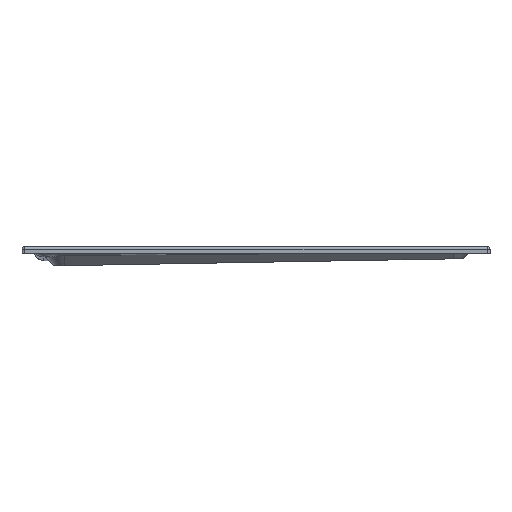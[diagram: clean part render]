
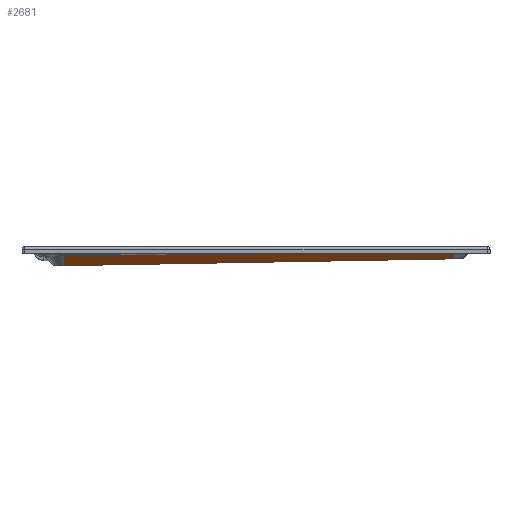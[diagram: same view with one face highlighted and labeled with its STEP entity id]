
A CAD part, front view. The second image highlights one B-rep face of the part: STEP entity #2681.
In plain terms, the highlighted face is planar.
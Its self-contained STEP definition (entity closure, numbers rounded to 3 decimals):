
#2105=CARTESIAN_POINT('',(-670.673,53.614,9.727));
#2106=VERTEX_POINT('',#2105);
#2132=CARTESIAN_POINT('',(-658.755,-1110.329,18.239));
#2133=VERTEX_POINT('',#2132);
#2134=CARTESIAN_POINT('',(-658.755,-1110.329,18.239));
#2135=CARTESIAN_POINT('',(-658.806,-928.389,15.096));
#2136=CARTESIAN_POINT('',(-659.101,-690.795,11.222));
#2137=CARTESIAN_POINT('',(-661.216,-373.094,7.76));
#2138=CARTESIAN_POINT('',(-662.634,-230.416,6.675));
#2139=CARTESIAN_POINT('',(-666.151,-75.657,7.475));
#2140=CARTESIAN_POINT('',(-667.037,-42.058,7.771));
#2141=CARTESIAN_POINT('',(-668.791,10.311,8.606));
#2142=CARTESIAN_POINT('',(-669.656,33.087,9.07));
#2143=CARTESIAN_POINT('',(-670.673,53.614,9.727));
#2144=B_SPLINE_CURVE_WITH_KNOTS('',3,(#2134,#2135,#2136,#2137,#2138,#2139,#2140,#2141,#2142,#2143),.UNSPECIFIED.,.F.,.U.,(4,2,2,2,4),(-110.924,-52.295,-15.67,-6.169,0.),.UNSPECIFIED.);
#2145=EDGE_CURVE('',#2106,#2133,#2144,.F.);
#2497=CARTESIAN_POINT('',(-640.95,54.136,-20.0));
#2498=VERTEX_POINT('',#2497);
#2499=CARTESIAN_POINT('',(-640.95,54.136,-20.0));
#2500=DIRECTION('',(-0.707,-0.012,0.707));
#2501=VECTOR('',#2500,42.041);
#2502=LINE('',#2499,#2501);
#2503=EDGE_CURVE('',#2106,#2498,#2502,.F.);
#2590=CARTESIAN_POINT('',(-640.0,-1110.0,-0.519));
#2591=VERTEX_POINT('',#2590);
#2592=CARTESIAN_POINT('',(-640.0,-1110.0,-0.519));
#2593=DIRECTION('',(-0.707,-0.012,0.707));
#2594=VECTOR('',#2593,26.528);
#2595=LINE('',#2592,#2594);
#2596=EDGE_CURVE('',#2133,#2591,#2595,.F.);
#2657=CARTESIAN_POINT('',(-640.0,0.0,-20.0));
#2658=DIRECTION('',(-0.707,-0.012,-0.707));
#2659=DIRECTION('',(-0.707,0.0,0.707));
#2660=AXIS2_PLACEMENT_3D('',#2657,#2658,#2659);
#2661=PLANE('',#2660);
#2662=CARTESIAN_POINT('',(-640.0,0.,-20.0));
#2663=VERTEX_POINT('',#2662);
#2664=CARTESIAN_POINT('',(-640.95,54.136,-20.0));
#2665=DIRECTION('',(0.018,-1.,0.0));
#2666=VECTOR('',#2665,54.144);
#2667=LINE('',#2664,#2666);
#2668=EDGE_CURVE('',#2663,#2498,#2667,.F.);
#2669=ORIENTED_EDGE('',*,*,#2668,.F.);
#2670=CARTESIAN_POINT('',(-640.0,0.,-20.));
#2671=DIRECTION('',(0.0,-1.,0.018));
#2672=VECTOR('',#2671,1110.171);
#2673=LINE('',#2670,#2672);
#2674=EDGE_CURVE('',#2591,#2663,#2673,.F.);
#2675=ORIENTED_EDGE('',*,*,#2674,.F.);
#2676=ORIENTED_EDGE('',*,*,#2596,.F.);
#2677=ORIENTED_EDGE('',*,*,#2145,.F.);
#2678=ORIENTED_EDGE('',*,*,#2503,.T.);
#2679=EDGE_LOOP('',(#2669,#2675,#2676,#2677,#2678));
#2680=FACE_OUTER_BOUND('',#2679,.T.);
#2681=ADVANCED_FACE('',(#2680),#2661,.T.);
